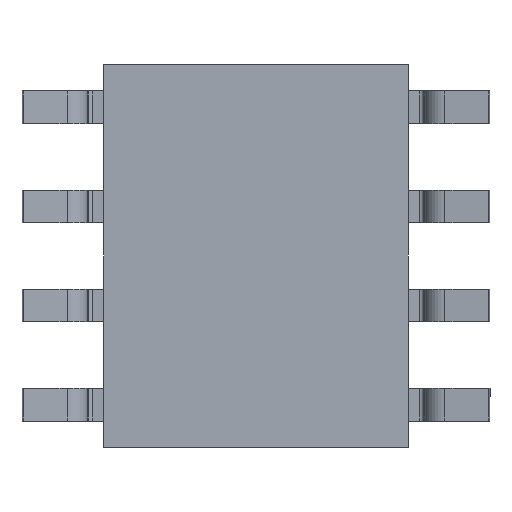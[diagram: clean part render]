
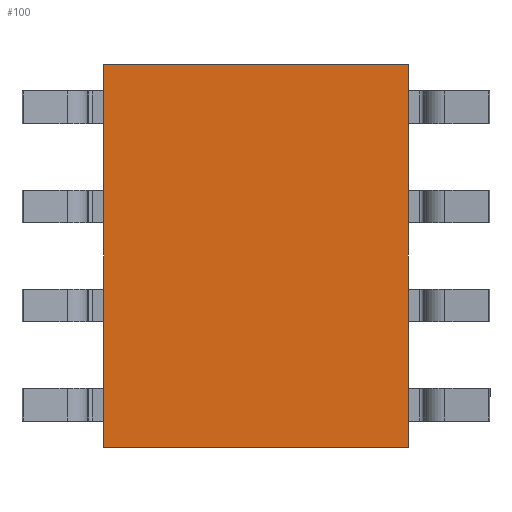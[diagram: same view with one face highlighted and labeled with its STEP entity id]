
A CAD part, front view. The second image highlights one B-rep face of the part: STEP entity #100.
In plain terms, the highlighted planar face has unit normal (0, -1, 0).
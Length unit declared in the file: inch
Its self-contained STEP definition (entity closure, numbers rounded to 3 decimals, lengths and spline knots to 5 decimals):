
#33 = DIRECTION ( 'NONE',  ( 0., 1., 0. ) ) ;
#41 = VERTEX_POINT ( 'NONE', #1290 ) ;
#97 = ORIENTED_EDGE ( 'NONE', *, *, #2114, .F. ) ;
#100 = ADVANCED_FACE ( 'NONE', ( #2617 ), #2658, .F. ) ;
#193 = VERTEX_POINT ( 'NONE', #1722 ) ;
#523 = DIRECTION ( 'NONE',  ( 1., 0., 0. ) ) ;
#677 = AXIS2_PLACEMENT_3D ( 'NONE', #2264, #33, #3209 ) ;
#683 = ORIENTED_EDGE ( 'NONE', *, *, #3340, .F. ) ;
#836 = EDGE_CURVE ( 'NONE', #41, #193, #1108, .T. ) ;
#903 = LINE ( 'NONE', #4077, #1188 ) ;
#959 = LINE ( 'NONE', #994, #2474 ) ;
#994 = CARTESIAN_POINT ( 'NONE',  ( 0.07675, 0.01, -0.0965 ) ) ;
#1080 = VERTEX_POINT ( 'NONE', #1897 ) ;
#1108 = LINE ( 'NONE', #2314, #1489 ) ;
#1122 = EDGE_CURVE ( 'NONE', #1080, #2090, #959, .T. ) ;
#1176 = LINE ( 'NONE', #1713, #1878 ) ;
#1188 = VECTOR ( 'NONE', #2169, 39.37008 ) ;
#1290 = CARTESIAN_POINT ( 'NONE',  ( -0.07675, 0.01, -0.0965 ) ) ;
#1489 = VECTOR ( 'NONE', #2044, 39.37008 ) ;
#1713 = CARTESIAN_POINT ( 'NONE',  ( 0.07675, 0.01, 0.0965 ) ) ;
#1722 = CARTESIAN_POINT ( 'NONE',  ( -0.07675, 0.01, 0.0965 ) ) ;
#1878 = VECTOR ( 'NONE', #523, 39.37008 ) ;
#1897 = CARTESIAN_POINT ( 'NONE',  ( 0.07675, 0.01, 0.0965 ) ) ;
#2044 = DIRECTION ( 'NONE',  ( 0., 0., 1. ) ) ;
#2088 = EDGE_LOOP ( 'NONE', ( #97, #3262, #683, #3238 ) ) ;
#2090 = VERTEX_POINT ( 'NONE', #3912 ) ;
#2114 = EDGE_CURVE ( 'NONE', #193, #1080, #1176, .T. ) ;
#2169 = DIRECTION ( 'NONE',  ( -1., 0., 0. ) ) ;
#2264 = CARTESIAN_POINT ( 'NONE',  ( 0., 0.01, 0. ) ) ;
#2314 = CARTESIAN_POINT ( 'NONE',  ( -0.07675, 0.01, -0.0965 ) ) ;
#2474 = VECTOR ( 'NONE', #3151, 39.37008 ) ;
#2617 = FACE_OUTER_BOUND ( 'NONE', #2088, .T. ) ;
#2658 = PLANE ( 'NONE',  #677 ) ;
#3151 = DIRECTION ( 'NONE',  ( 0., 0., -1. ) ) ;
#3209 = DIRECTION ( 'NONE',  ( 0., 0., 1. ) ) ;
#3238 = ORIENTED_EDGE ( 'NONE', *, *, #1122, .F. ) ;
#3262 = ORIENTED_EDGE ( 'NONE', *, *, #836, .F. ) ;
#3340 = EDGE_CURVE ( 'NONE', #2090, #41, #903, .T. ) ;
#3912 = CARTESIAN_POINT ( 'NONE',  ( 0.07675, 0.01, -0.0965 ) ) ;
#4077 = CARTESIAN_POINT ( 'NONE',  ( 0.07675, 0.01, -0.0965 ) ) ;
